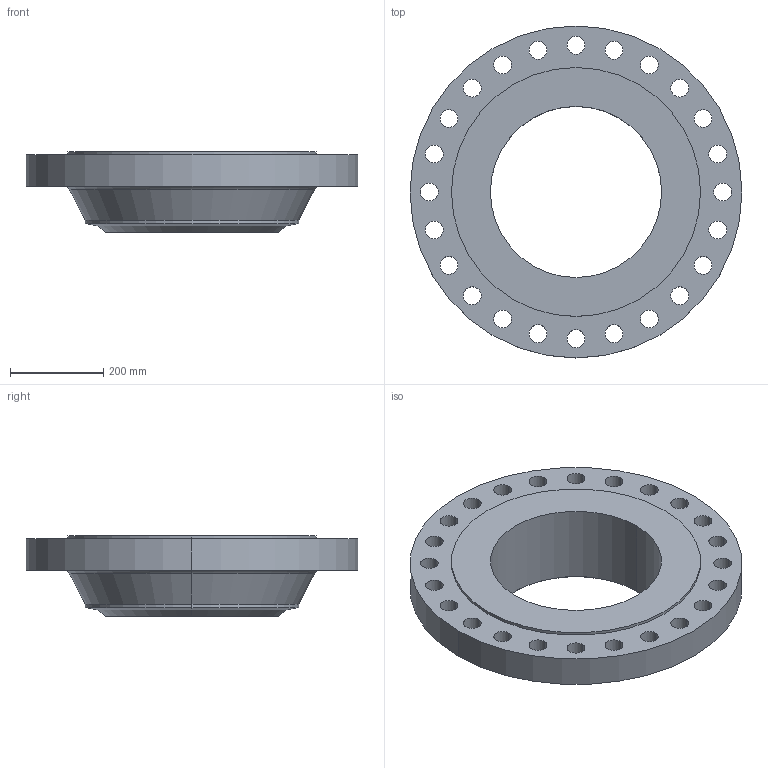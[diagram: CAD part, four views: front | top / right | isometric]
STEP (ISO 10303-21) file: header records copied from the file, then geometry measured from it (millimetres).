
FILE_DESCRIPTION (( 'STEP AP203' ), '1' );
FILE_NAME ('18_400_B165_RF_WNF_OB_S160.STEP', '2024-01-17T03:15:25', ( '' ), ( '' ), 'SwSTEP 2.0', 'SolidWorks 2023', '' );
FILE_SCHEMA (( 'CONFIG_CONTROL_DESIGN' ));
Length unit declared in the file: inch
Products named in the file (1): 18_400_B165_RF_WNF_OB_S160
Bounding box: 711.2 x 711.2 x 171.45 mm (x, y, z)
Volume: 25559041.9 mm3; surface area: 1159889.3 mm2
Topology: 1 solids, 1 shells, 68 faces, 184 edges, 120 vertices
Faces by surface type: cylinder 56, cone 6, plane 4, torus 2
Entity records: 2385 total; most frequent: DIRECTION 444, CARTESIAN_POINT 373, ORIENTED_EDGE 368, AXIS2_PLACEMENT_3D 191, EDGE_CURVE 184, CIRCLE 122, EDGE_LOOP 120, VERTEX_POINT 120
